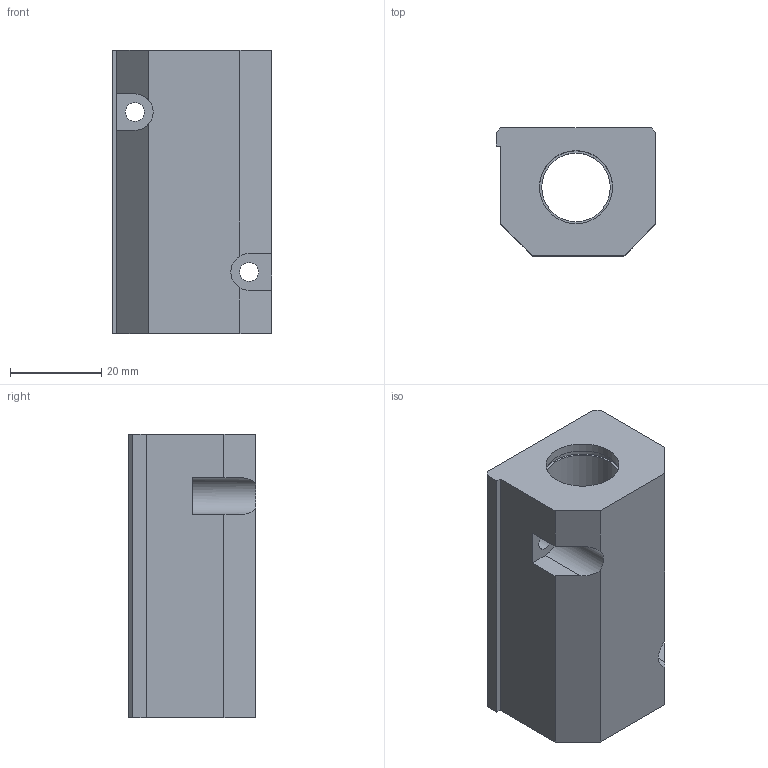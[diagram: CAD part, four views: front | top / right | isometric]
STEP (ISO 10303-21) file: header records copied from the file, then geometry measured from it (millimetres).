
FILE_DESCRIPTION( ( 'STEP AP214' ), '1' );
FILE_NAME( 'TAG-08_2_14a.stp', ' ', ( ' ' ), ( ' ' ), 'PSStep 15.0.47', 'PARTsolutions', ' ' );
FILE_SCHEMA( ( 'AUTOMOTIVE_DESIGN { 1 0 10303 214 1 1 1 1 }' ) );
Length unit declared in the file: millimetre
Products named in the file (1): HI_TAG-08
Bounding box: 35 x 28 x 62 mm (x, y, z)
Volume: 41753.9 mm3; surface area: 12737.4 mm2
Topology: 1 solids, 1 shells, 43 faces, 99 edges, 65 vertices
Faces by surface type: plane 27, cylinder 13, cone 3
Full cylindrical faces by diameter (mm): 2.5 x1, 4.134 x2, 6.647 x1, 15 x1, 16 x4, 16.9 x2
Entity records: 1564 total; most frequent: CARTESIAN_POINT 233, DIRECTION 204, ORIENTED_EDGE 170, EDGE_CURVE 85, AXIS2_PLACEMENT_3D 76, EDGE_LOOP 72, VERTEX_POINT 65, FACE_OUTER_BOUND 54
